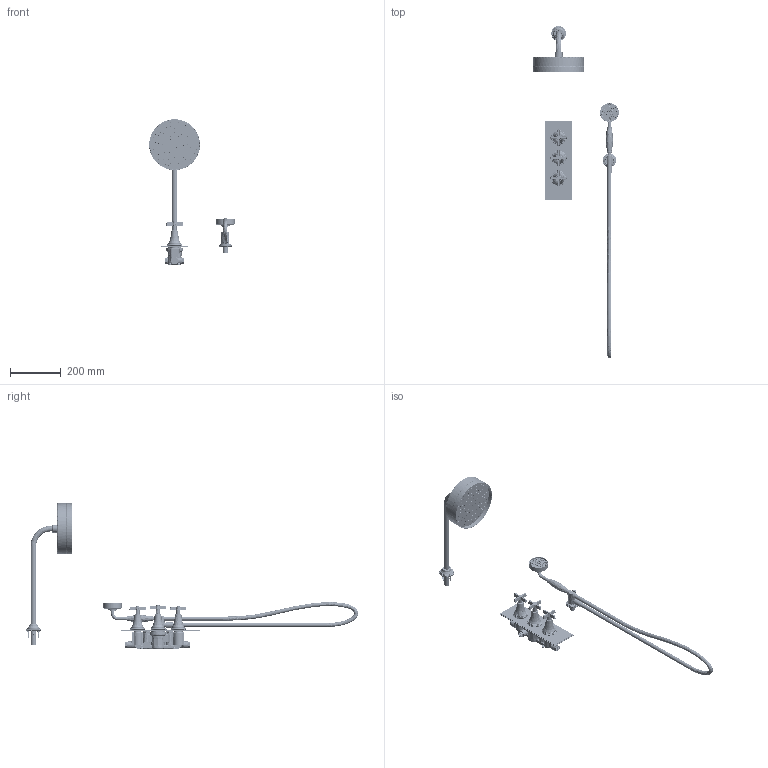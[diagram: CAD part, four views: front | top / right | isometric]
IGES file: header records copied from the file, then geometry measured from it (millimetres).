
Global section: file name: V6B2XX    V6B2XXB; native system: Autodesk Inventor 2018; preprocessor: unknown; author: rclarke; date: 20181018.150144; units: millimetre
Bounding box: 337 x 1306.75 x 572.8 mm (x, y, z)
Volume: 2596191.2 mm3; surface area: 749994.6 mm2
Topology: 110 solids, 124 shells, 8558 faces, 21076 edges, 13376 vertices
Faces by surface type: bspline 8558
